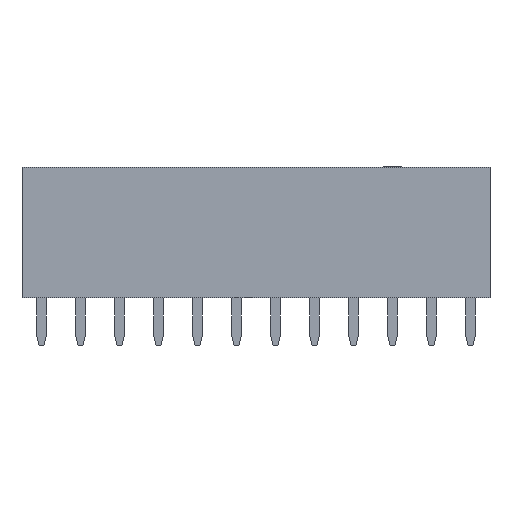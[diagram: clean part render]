
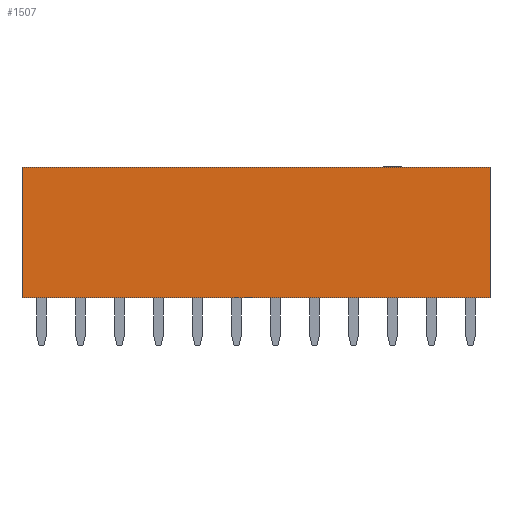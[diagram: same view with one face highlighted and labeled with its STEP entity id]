
A CAD part, left-side view. The second image highlights one B-rep face of the part: STEP entity #1507.
In plain terms, the highlighted planar face has unit normal (-1, 0, 0).
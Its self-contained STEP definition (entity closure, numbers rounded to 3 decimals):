
#84 = VERTEX_POINT('',#85);
#85 = CARTESIAN_POINT('',(-1.27,-29.21,0.));
#93 = EDGE_CURVE('',#84,#94,#96,.T.);
#94 = VERTEX_POINT('',#95);
#95 = CARTESIAN_POINT('',(-1.27,-29.21,8.5));
#96 = LINE('',#97,#98);
#97 = CARTESIAN_POINT('',(-1.27,-29.21,0.));
#98 = VECTOR('',#99,1.);
#99 = DIRECTION('',(0.,0.,1.));
#156 = VERTEX_POINT('',#157);
#157 = CARTESIAN_POINT('',(-1.27,1.27,8.5));
#163 = EDGE_CURVE('',#164,#156,#166,.T.);
#164 = VERTEX_POINT('',#165);
#165 = CARTESIAN_POINT('',(-1.27,1.27,0.));
#166 = LINE('',#167,#168);
#167 = CARTESIAN_POINT('',(-1.27,1.27,0.));
#168 = VECTOR('',#169,1.);
#169 = DIRECTION('',(0.,0.,1.));
#228 = EDGE_CURVE('',#156,#94,#229,.T.);
#229 = LINE('',#230,#231);
#230 = CARTESIAN_POINT('',(-1.27,1.27,8.5));
#231 = VECTOR('',#232,1.);
#232 = DIRECTION('',(0.,-1.,0.));
#659 = EDGE_CURVE('',#164,#84,#660,.T.);
#660 = LINE('',#661,#662);
#661 = CARTESIAN_POINT('',(-1.27,1.27,0.));
#662 = VECTOR('',#663,1.);
#663 = DIRECTION('',(0.,-1.,0.));
#1507 = ADVANCED_FACE('',(#1508),#1514,.F.);
#1508 = FACE_BOUND('',#1509,.F.);
#1509 = EDGE_LOOP('',(#1510,#1511,#1512,#1513));
#1510 = ORIENTED_EDGE('',*,*,#163,.T.);
#1511 = ORIENTED_EDGE('',*,*,#228,.T.);
#1512 = ORIENTED_EDGE('',*,*,#93,.F.);
#1513 = ORIENTED_EDGE('',*,*,#659,.F.);
#1514 = PLANE('',#1515);
#1515 = AXIS2_PLACEMENT_3D('',#1516,#1517,#1518);
#1516 = CARTESIAN_POINT('',(-1.27,1.27,0.));
#1517 = DIRECTION('',(1.,0.,0.));
#1518 = DIRECTION('',(0.,-1.,0.));
